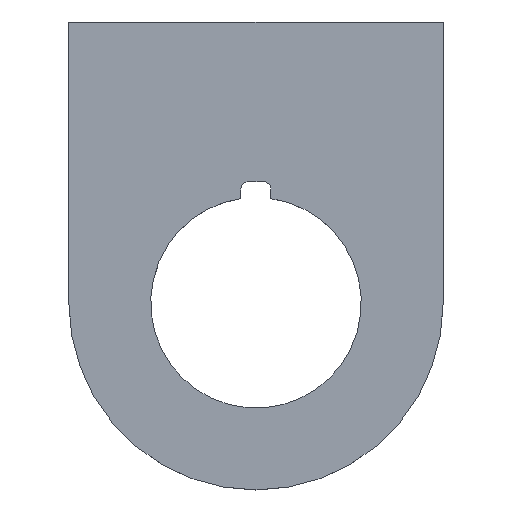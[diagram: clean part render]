
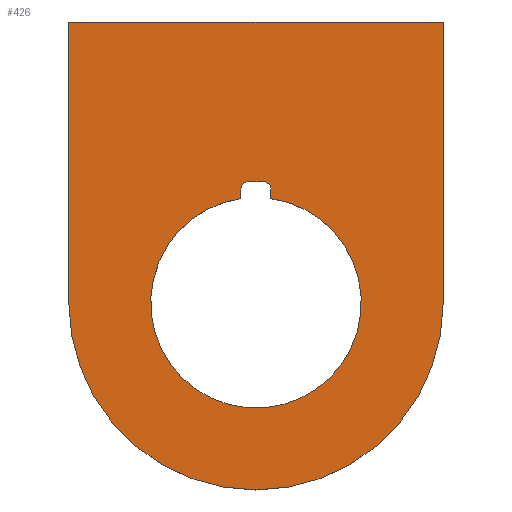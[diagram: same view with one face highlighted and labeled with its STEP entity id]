
A CAD part, top view. The second image highlights one B-rep face of the part: STEP entity #426.
In plain terms, the highlighted planar face has unit normal (0, 0, 1).
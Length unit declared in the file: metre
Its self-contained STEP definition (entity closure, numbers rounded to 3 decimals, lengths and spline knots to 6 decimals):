
#40=LINE('',#676,#81);
#43=LINE('',#684,#84);
#47=LINE('',#701,#88);
#52=LINE('',#711,#93);
#55=LINE('',#718,#96);
#57=LINE('',#721,#98);
#81=VECTOR('',#538,1.);
#84=VECTOR('',#547,1.);
#88=VECTOR('',#563,1.);
#93=VECTOR('',#572,1.);
#96=VECTOR('',#581,1.);
#98=VECTOR('',#585,1.);
#175=ORIENTED_EDGE('',*,*,#261,.F.);
#176=ORIENTED_EDGE('',*,*,#267,.T.);
#177=ORIENTED_EDGE('',*,*,#269,.T.);
#178=ORIENTED_EDGE('',*,*,#271,.F.);
#179=ORIENTED_EDGE('',*,*,#246,.F.);
#180=ORIENTED_EDGE('',*,*,#249,.T.);
#181=ORIENTED_EDGE('',*,*,#251,.F.);
#182=ORIENTED_EDGE('',*,*,#253,.F.);
#183=ORIENTED_EDGE('',*,*,#255,.F.);
#184=ORIENTED_EDGE('',*,*,#273,.T.);
#246=EDGE_CURVE('',#304,#305,#328,.T.);
#249=EDGE_CURVE('',#304,#306,#40,.T.);
#251=EDGE_CURVE('',#307,#306,#329,.T.);
#253=EDGE_CURVE('',#308,#307,#43,.T.);
#255=EDGE_CURVE('',#309,#308,#330,.T.);
#261=EDGE_CURVE('',#315,#316,#47,.T.);
#267=EDGE_CURVE('',#315,#318,#52,.T.);
#269=EDGE_CURVE('',#318,#319,#335,.T.);
#271=EDGE_CURVE('',#316,#319,#55,.T.);
#273=EDGE_CURVE('',#309,#305,#57,.T.);
#304=VERTEX_POINT('',#669);
#305=VERTEX_POINT('',#671);
#306=VERTEX_POINT('',#675);
#307=VERTEX_POINT('',#679);
#308=VERTEX_POINT('',#683);
#309=VERTEX_POINT('',#687);
#315=VERTEX_POINT('',#700);
#316=VERTEX_POINT('',#702);
#318=VERTEX_POINT('',#710);
#319=VERTEX_POINT('',#714);
#328=CIRCLE('',#461,0.0008);
#329=CIRCLE('',#464,0.01125);
#330=CIRCLE('',#467,0.0008);
#335=CIRCLE('',#475,0.02);
#355=EDGE_LOOP('',(#175,#176,#177,#178));
#356=EDGE_LOOP('',(#179,#180,#181,#182,#183,#184));
#386=FACE_BOUND('',#355,.T.);
#387=FACE_BOUND('',#356,.T.);
#408=PLANE('',#478);
#426=ADVANCED_FACE('',(#386,#387),#408,.T.);
#461=AXIS2_PLACEMENT_3D('',#670,#532,#533);
#464=AXIS2_PLACEMENT_3D('',#680,#542,#543);
#467=AXIS2_PLACEMENT_3D('',#688,#551,#552);
#475=AXIS2_PLACEMENT_3D('',#715,#576,#577);
#478=AXIS2_PLACEMENT_3D('',#722,#586,#587);
#532=DIRECTION('',(0.,0.,1.));
#533=DIRECTION('',(1.,0.,0.));
#538=DIRECTION('',(-0.008,-1.,0.));
#542=DIRECTION('',(0.,0.,1.));
#543=DIRECTION('',(1.,0.,0.));
#547=DIRECTION('',(-0.008,-1.,0.));
#551=DIRECTION('',(0.,0.,1.));
#552=DIRECTION('',(1.,0.,0.));
#563=DIRECTION('',(1.,0.,0.));
#572=DIRECTION('',(0.,-1.,0.));
#576=DIRECTION('',(0.,0.,1.));
#577=DIRECTION('',(1.,0.,0.));
#581=DIRECTION('',(0.,-1.,0.));
#585=DIRECTION('',(1.,0.,0.));
#586=DIRECTION('',(0.,0.,1.));
#587=DIRECTION('',(1.,0.,0.));
#669=CARTESIAN_POINT('',(0.001594,0.012144,0.003));
#670=CARTESIAN_POINT('',(0.000794,0.01215,0.003));
#671=CARTESIAN_POINT('',(0.000794,0.01295,0.003));
#675=CARTESIAN_POINT('',(0.001586,0.011138,0.003));
#676=CARTESIAN_POINT('',(0.00159,0.011641,0.003));
#679=CARTESIAN_POINT('',(-0.001614,0.011134,0.003));
#680=CARTESIAN_POINT('',(0.,0.,0.003));
#683=CARTESIAN_POINT('',(-0.001606,0.012156,0.003));
#684=CARTESIAN_POINT('',(-0.00161,0.011645,0.003));
#687=CARTESIAN_POINT('',(-0.000806,0.01295,0.003));
#688=CARTESIAN_POINT('',(-0.000806,0.01215,0.003));
#700=CARTESIAN_POINT('',(-0.02,0.03,0.003));
#701=CARTESIAN_POINT('',(0.,0.03,0.003));
#702=CARTESIAN_POINT('',(0.02,0.03,0.003));
#710=CARTESIAN_POINT('',(-0.02,0.,0.003));
#711=CARTESIAN_POINT('',(-0.02,0.015,0.003));
#714=CARTESIAN_POINT('',(0.02,0.,0.003));
#715=CARTESIAN_POINT('',(0.,0.,0.003));
#718=CARTESIAN_POINT('',(0.02,0.015,0.003));
#721=CARTESIAN_POINT('',(-0.000006,0.01295,0.003));
#722=CARTESIAN_POINT('',(0.,0.004,0.003));
